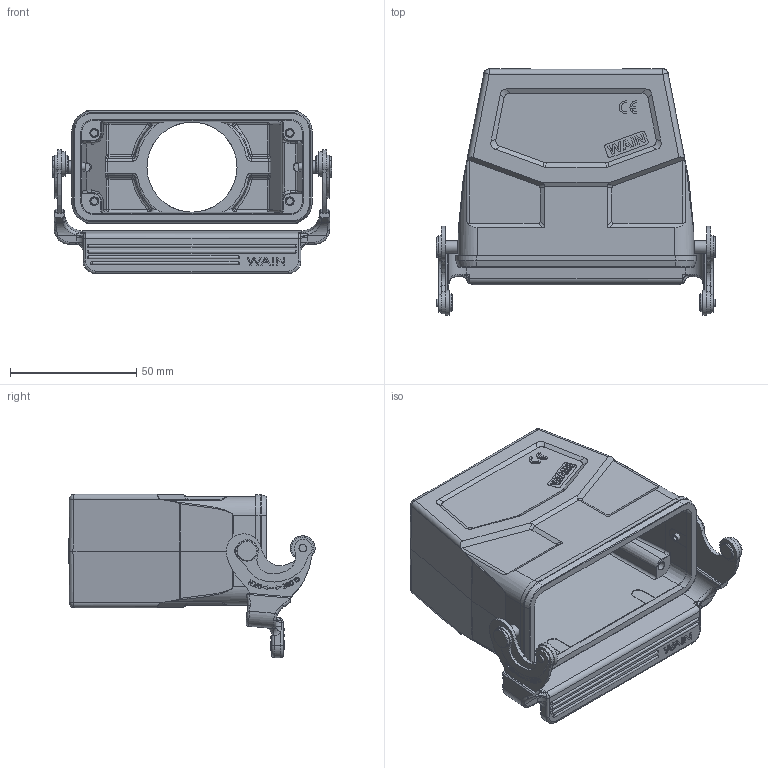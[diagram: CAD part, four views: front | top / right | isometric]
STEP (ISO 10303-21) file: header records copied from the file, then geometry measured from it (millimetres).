
FILE_DESCRIPTION(/* description */ (''),/* implementation_level */ '2;1');
FILE_NAME(/* name */ '29.stp',/* time_stamp */ '2023-12-08T15:59:18+08:00',/* author */ (''),/* organization */ (''),/* preprocessor_version */ 'ST-DEVELOPER v18.1',/* originating_system */ 'SIEMENS PLM Software NX 1980',/* authorisation */ '');
FILE_SCHEMA (('AP203_CONFIGURATION_CONTROLLED_3D_DESIGN_OF_MECHANICAL_PARTS_AND_ASSEMBLIES_MIM_LF { 1 0 10303 403 2 1 2}'));
Length unit declared in the file: millimetre
Products named in the file (1): 3D_1241167215001_WV16B-CCTH-1L_SC-M32_V1.1_stp
Bounding box: 110.7 x 97.57 x 64.73 mm (x, y, z)
Volume: 94372.6 mm3; surface area: 56029.4 mm2
Topology: 3 solids, 19 shells, 1344 faces, 3468 edges, 2217 vertices
Faces by surface type: plane 624, cylinder 507, torus 50, bspline 48, cone 42, sphere 38, extrusion 35
Full cylindrical faces by diameter (mm): 1.9 x2, 2.959 x4, 3 x2, 3.5 x4, 4.8 x2, 4.9 x2, 5 x4, 7 x2, 8 x2, 9.8 x2, 35.7 x1
Entity records: 46493 total; most frequent: CARTESIAN_POINT 11113, ORIENTED_EDGE 6736, DIRECTION 6709, EDGE_CURVE 3368, AXIS2_PLACEMENT_3D 2417, VERTEX_POINT 2194, VECTOR 1875, LINE 1840
